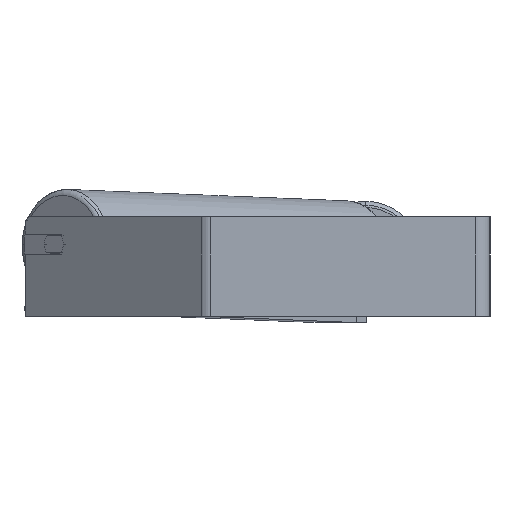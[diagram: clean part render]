
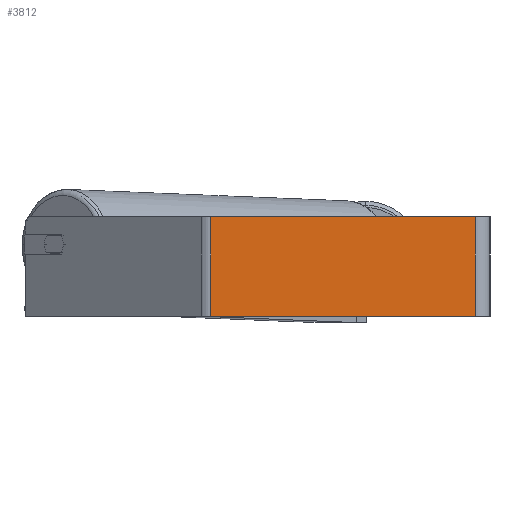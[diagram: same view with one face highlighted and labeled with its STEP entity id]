
A CAD part, left-side view. The second image highlights one B-rep face of the part: STEP entity #3812.
In plain terms, the highlighted planar face has unit normal (-1, 0, 0).
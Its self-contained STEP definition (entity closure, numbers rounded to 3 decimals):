
#214 = DIRECTION ( 'NONE',  ( 0., 0., -1. ) ) ;
#232 = DIRECTION ( 'NONE',  ( 0., -1., 0. ) ) ;
#639 = ORIENTED_EDGE ( 'NONE', *, *, #4622, .T. ) ;
#828 = EDGE_CURVE ( 'NONE', #5842, #4491, #5588, .T. ) ;
#1229 = CARTESIAN_POINT ( 'NONE',  ( -605., 12., 40. ) ) ;
#1604 = LINE ( 'NONE', #8592, #7432 ) ;
#1904 = VERTEX_POINT ( 'NONE', #2753 ) ;
#2108 = CARTESIAN_POINT ( 'NONE',  ( -605., 229.082, 40. ) ) ;
#2250 = LINE ( 'NONE', #4350, #8488 ) ;
#2638 = FACE_OUTER_BOUND ( 'NONE', #7218, .T. ) ;
#2652 = ORIENTED_EDGE ( 'NONE', *, *, #3551, .F. ) ;
#2753 = CARTESIAN_POINT ( 'NONE',  ( -605., 224.715, 40. ) ) ;
#2922 = CARTESIAN_POINT ( 'NONE',  ( -605., 12., 40. ) ) ;
#2974 = DIRECTION ( 'NONE',  ( 0., -1., 0. ) ) ;
#3551 = EDGE_CURVE ( 'NONE', #1904, #5842, #1604, .T. ) ;
#3812 = ADVANCED_FACE ( 'NONE', ( #2638 ), #6850, .F. ) ;
#4011 = DIRECTION ( 'NONE',  ( 1., 0., 0. ) ) ;
#4172 = EDGE_CURVE ( 'NONE', #6108, #4491, #7066, .T. ) ;
#4350 = CARTESIAN_POINT ( 'NONE',  ( -605., 224.715, 40. ) ) ;
#4491 = VERTEX_POINT ( 'NONE', #8368 ) ;
#4622 = EDGE_CURVE ( 'NONE', #1904, #6108, #2250, .T. ) ;
#5106 = AXIS2_PLACEMENT_3D ( 'NONE', #2108, #4011, #5520 ) ;
#5388 = VECTOR ( 'NONE', #232, 1000. ) ;
#5520 = DIRECTION ( 'NONE',  ( 0., 0., -1. ) ) ;
#5588 = LINE ( 'NONE', #1229, #8448 ) ;
#5842 = VERTEX_POINT ( 'NONE', #2922 ) ;
#6108 = VERTEX_POINT ( 'NONE', #8302 ) ;
#6505 = CARTESIAN_POINT ( 'NONE',  ( -605., 229.082, -40. ) ) ;
#6850 = PLANE ( 'NONE',  #5106 ) ;
#7066 = LINE ( 'NONE', #6505, #5388 ) ;
#7205 = ORIENTED_EDGE ( 'NONE', *, *, #4172, .T. ) ;
#7218 = EDGE_LOOP ( 'NONE', ( #7205, #8643, #2652, #639 ) ) ;
#7432 = VECTOR ( 'NONE', #2974, 1000. ) ;
#8302 = CARTESIAN_POINT ( 'NONE',  ( -605., 224.715, -40. ) ) ;
#8368 = CARTESIAN_POINT ( 'NONE',  ( -605., 12., -40. ) ) ;
#8448 = VECTOR ( 'NONE', #8916, 1000. ) ;
#8488 = VECTOR ( 'NONE', #214, 1000. ) ;
#8592 = CARTESIAN_POINT ( 'NONE',  ( -605., 229.082, 40. ) ) ;
#8643 = ORIENTED_EDGE ( 'NONE', *, *, #828, .F. ) ;
#8916 = DIRECTION ( 'NONE',  ( 0., 0., -1. ) ) ;
